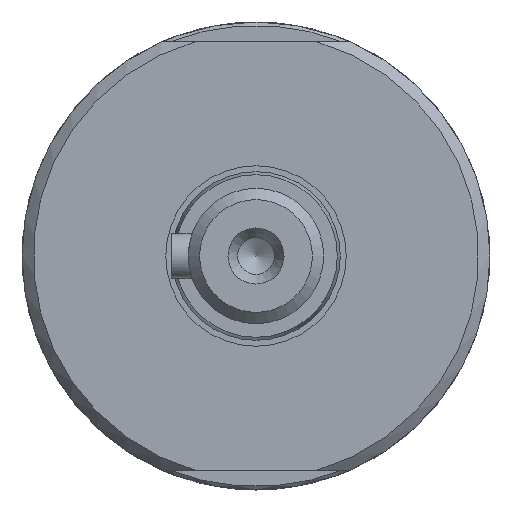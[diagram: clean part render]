
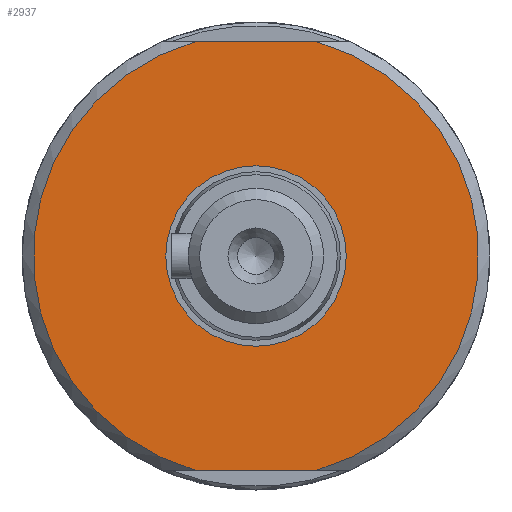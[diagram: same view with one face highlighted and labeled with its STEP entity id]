
A CAD part, left-side view. The second image highlights one B-rep face of the part: STEP entity #2937.
In plain terms, the highlighted planar face has unit normal (-1, 0, 0).
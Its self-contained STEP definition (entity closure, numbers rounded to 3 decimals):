
#140=LINE('',#4427,#393);
#144=LINE('',#4443,#397);
#393=VECTOR('',#3586,10.);
#397=VECTOR('',#3594,10.);
#796=FACE_BOUND('',#1029,.T.);
#861=FACE_OUTER_BOUND('',#1028,.T.);
#1028=EDGE_LOOP('',(#2198,#2199,#2200,#2201));
#1029=EDGE_LOOP('',(#2202,#2203));
#1213=CIRCLE('',#3180,19.75);
#1214=CIRCLE('',#3182,8.);
#1215=CIRCLE('',#3183,8.);
#1216=CIRCLE('',#3185,19.75);
#1346=VERTEX_POINT('',#4422);
#1347=VERTEX_POINT('',#4426);
#1350=VERTEX_POINT('',#4438);
#1351=VERTEX_POINT('',#4442);
#1352=VERTEX_POINT('',#4452);
#1353=VERTEX_POINT('',#4454);
#1658=EDGE_CURVE('',#1347,#1346,#140,.T.);
#1664=EDGE_CURVE('',#1351,#1350,#144,.T.);
#1667=EDGE_CURVE('',#1347,#1350,#1213,.T.);
#1669=EDGE_CURVE('',#1353,#1352,#1214,.T.);
#1670=EDGE_CURVE('',#1352,#1353,#1215,.T.);
#1671=EDGE_CURVE('',#1351,#1346,#1216,.T.);
#2198=ORIENTED_EDGE('',*,*,#1658,.T.);
#2199=ORIENTED_EDGE('',*,*,#1671,.F.);
#2200=ORIENTED_EDGE('',*,*,#1664,.T.);
#2201=ORIENTED_EDGE('',*,*,#1667,.F.);
#2202=ORIENTED_EDGE('',*,*,#1669,.T.);
#2203=ORIENTED_EDGE('',*,*,#1670,.T.);
#2809=PLANE('',#3184);
#2937=ADVANCED_FACE('',(#861,#796),#2809,.T.);
#3180=AXIS2_PLACEMENT_3D('',#4450,#3601,#3602);
#3182=AXIS2_PLACEMENT_3D('',#4455,#3606,#3607);
#3183=AXIS2_PLACEMENT_3D('',#4456,#3608,#3609);
#3184=AXIS2_PLACEMENT_3D('',#4457,#3610,#3611);
#3185=AXIS2_PLACEMENT_3D('',#4458,#3612,#3613);
#3586=DIRECTION('',(0.,1.,0.));
#3594=DIRECTION('',(0.,-1.,0.));
#3601=DIRECTION('center_axis',(1.,0.,0.));
#3602=DIRECTION('ref_axis',(0.,-1.,0.));
#3606=DIRECTION('center_axis',(1.,0.,0.));
#3607=DIRECTION('ref_axis',(0.,-1.,0.));
#3608=DIRECTION('center_axis',(1.,0.,0.));
#3609=DIRECTION('ref_axis',(0.,-1.,0.));
#3610=DIRECTION('center_axis',(-1.,0.,0.));
#3611=DIRECTION('ref_axis',(0.,0.,-1.));
#3612=DIRECTION('center_axis',(1.,0.,0.));
#3613=DIRECTION('ref_axis',(0.,-1.,0.));
#4422=CARTESIAN_POINT('',(-120.2,5.391,19.));
#4426=CARTESIAN_POINT('',(-120.2,-5.391,19.));
#4427=CARTESIAN_POINT('',(-120.2,-1.392,19.));
#4438=CARTESIAN_POINT('',(-120.2,-5.391,-19.));
#4442=CARTESIAN_POINT('',(-120.2,5.391,-19.));
#4443=CARTESIAN_POINT('',(-120.2,-12.483,-19.));
#4450=CARTESIAN_POINT('Origin',(-120.2,0.,0.));
#4452=CARTESIAN_POINT('',(-120.2,8.,0.));
#4454=CARTESIAN_POINT('',(-120.2,-8.,0.));
#4455=CARTESIAN_POINT('Origin',(-120.2,0.,0.));
#4456=CARTESIAN_POINT('Origin',(-120.2,0.,0.));
#4457=CARTESIAN_POINT('Origin',(-120.2,-13.875,0.));
#4458=CARTESIAN_POINT('Origin',(-120.2,0.,0.));
